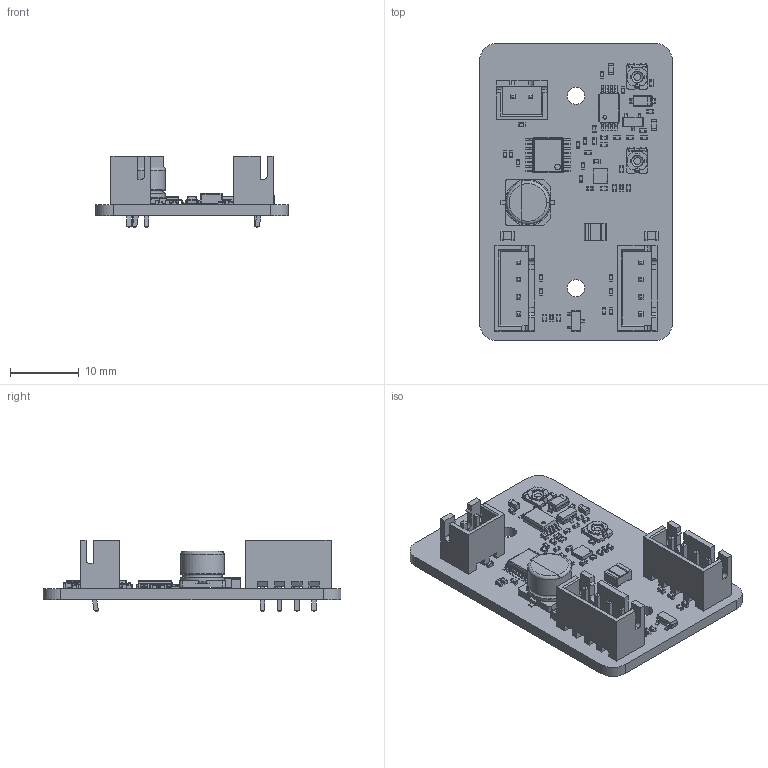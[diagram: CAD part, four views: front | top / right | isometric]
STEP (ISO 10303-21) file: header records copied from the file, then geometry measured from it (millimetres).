
FILE_DESCRIPTION(('KiCad electronic assembly'),'2;1');
FILE_NAME('Pulse_PWM_Timer.step','2024-10-19T14:29:08',('Pcbnew'),( 'Kicad'),'Open CASCADE STEP processor 7.8','KiCad to STEP converter' ,'Unknown');
FILE_SCHEMA(('AUTOMOTIVE_DESIGN { 1 0 10303 214 1 1 1 1 }'));
Length unit declared in the file: millimetre
Products named in the file (30): Pulse_PWM_Timer 1; R_0402_1005Metric; C_0402_1005Metric; C_0603_1608Metric; PWP0016C; PWP0016C_ASM; SOT-23; SOT_23; JST_XH_B4B-XH-A_1x04_P2.50mm_Vertical; JST_B4B_XH_A; C_0805_2012Metric; JST_XH_B2B-XH-A_1x02_P2.50mm_Vertical; JST_B2B_XH_A; D_SOD-123; D_SOD_123; DFN8_LM393_STM; part; TC33X-2-504E; TC33X-2-202E; Fuse_1210_3225Metric; TSSOP-8_4.4x3mm_P0.65mm; TSSOP_8_44x3mm_P065mm; CP_Elec_6.3x5.4; CP_Elec_63x54; Pulse_PWM_Timer_PCB
Assembly tree (69 placements, depth 3):
  Pulse_PWM_Timer 1
    R_0402_1005Metric  x19
      R_0402_1005Metric
    C_0402_1005Metric  x18
      C_0402_1005Metric
    C_0603_1608Metric  x2
      C_0603_1608Metric
    PWP0016C
      PWP0016C_ASM
    SOT-23  x2
      SOT_23
    JST_XH_B4B-XH-A_1x04_P2.50mm_Vertical  x2
      JST_B4B_XH_A
    C_0805_2012Metric  x2
      C_0805_2012Metric
    JST_XH_B2B-XH-A_1x02_P2.50mm_Vertical
      JST_B2B_XH_A
    D_SOD-123
      D_SOD_123
    DFN8_LM393_STM
      part
    TC33X-2-504E  x2
      TC33X-2-202E
    Fuse_1210_3225Metric
      Fuse_1210_3225Metric
    TSSOP-8_4.4x3mm_P0.65mm
      TSSOP_8_44x3mm_P065mm
    CP_Elec_6.3x5.4
      CP_Elec_63x54
    Pulse_PWM_Timer_PCB
Bounding box: 27.94 x 43.18 x 10.4 mm (x, y, z)
Volume: 2808.3 mm3; surface area: 5076.4 mm2
Topology: 96 solids, 96 shells, 2818 faces, 7272 edges, 4715 vertices
Faces by surface type: plane 1941, cylinder 744, bspline 114, sphere 8, cone 6, torus 4, revolution 1
Full cylindrical faces by diameter (mm): 0.108 x1, 0.5 x1, 0.95 x8, 1 x2, 2.5 x2, 6.3 x2
Entity records: 47182 total; most frequent: CARTESIAN_POINT 7857, ORIENTED_EDGE 6946, DIRECTION 6581, EDGE_CURVE 3473, LINE 2744, VECTOR 2744, VERTEX_POINT 2234, AXIS2_PLACEMENT_3D 1918
